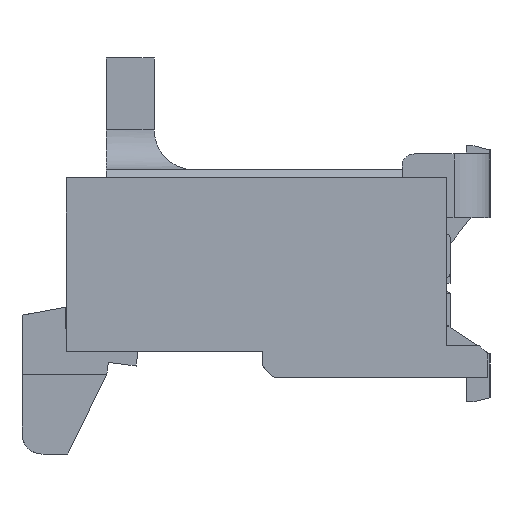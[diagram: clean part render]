
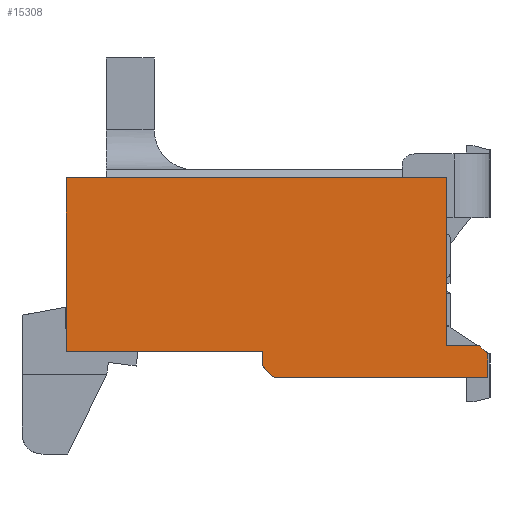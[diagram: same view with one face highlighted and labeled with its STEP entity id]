
A CAD part, left-side view. The second image highlights one B-rep face of the part: STEP entity #15308.
In plain terms, the highlighted planar face has unit normal (-1, 0, 0).
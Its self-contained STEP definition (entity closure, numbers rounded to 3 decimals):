
#179 = EDGE_CURVE ( 'NONE', #24235, #55668, #18783, .T. ) ;
#1203 = ORIENTED_EDGE ( 'NONE', *, *, #51169, .F. ) ;
#1846 = VECTOR ( 'NONE', #31334, 1000. ) ;
#2142 = VECTOR ( 'NONE', #24466, 1000. ) ;
#2269 = LINE ( 'NONE', #29788, #52630 ) ;
#2658 = CARTESIAN_POINT ( 'NONE',  ( -14.72, -0.47, -0.63 ) ) ;
#3890 = DIRECTION ( 'NONE',  ( 0., 1., 0. ) ) ;
#4911 = CARTESIAN_POINT ( 'NONE',  ( -14.72, 4.3, -0.3 ) ) ;
#4942 = CARTESIAN_POINT ( 'NONE',  ( -14.72, 0.05, -0.23 ) ) ;
#5880 = ORIENTED_EDGE ( 'NONE', *, *, #41436, .F. ) ;
#7024 = VERTEX_POINT ( 'NONE', #45157 ) ;
#7391 = VERTEX_POINT ( 'NONE', #19045 ) ;
#7635 = ORIENTED_EDGE ( 'NONE', *, *, #19083, .F. ) ;
#8339 = VECTOR ( 'NONE', #39941, 1000. ) ;
#9674 = VECTOR ( 'NONE', #46691, 1000. ) ;
#9793 = DIRECTION ( 'NONE',  ( 0., 0., -1. ) ) ;
#10849 = VERTEX_POINT ( 'NONE', #2658 ) ;
#11336 = VERTEX_POINT ( 'NONE', #21770 ) ;
#11947 = VECTOR ( 'NONE', #28838, 1000. ) ;
#12941 = DIRECTION ( 'NONE',  ( 1., 0., 0. ) ) ;
#14454 = CARTESIAN_POINT ( 'NONE',  ( -14.72, -0.47, -0.33 ) ) ;
#15023 = DIRECTION ( 'NONE',  ( 0., -1., 0. ) ) ;
#15199 = CARTESIAN_POINT ( 'NONE',  ( -14.72, 4.3, 1.87 ) ) ;
#15308 = ADVANCED_FACE ( 'NONE', ( #49198 ), #34522, .F. ) ;
#15475 = LINE ( 'NONE', #25551, #41036 ) ;
#18783 = LINE ( 'NONE', #15199, #26078 ) ;
#19045 = CARTESIAN_POINT ( 'NONE',  ( -14.72, -0.37, -0.23 ) ) ;
#19083 = EDGE_CURVE ( 'NONE', #11336, #24235, #20281, .T. ) ;
#20281 = LINE ( 'NONE', #50198, #2142 ) ;
#20526 = CARTESIAN_POINT ( 'NONE',  ( -14.72, 2.35, -0.3 ) ) ;
#21770 = CARTESIAN_POINT ( 'NONE',  ( -14.72, 4.8, -0.3 ) ) ;
#21799 = CARTESIAN_POINT ( 'NONE',  ( -14.72, 4.3, -0.63 ) ) ;
#22099 = CARTESIAN_POINT ( 'NONE',  ( -14.72, 4.8, 1.87 ) ) ;
#22675 = ORIENTED_EDGE ( 'NONE', *, *, #35911, .F. ) ;
#23066 = CARTESIAN_POINT ( 'NONE',  ( -14.72, 2.2, -0.63 ) ) ;
#23557 = DIRECTION ( 'NONE',  ( 0., 0., 1. ) ) ;
#24111 = ORIENTED_EDGE ( 'NONE', *, *, #29167, .F. ) ;
#24235 = VERTEX_POINT ( 'NONE', #22099 ) ;
#24466 = DIRECTION ( 'NONE',  ( 0., 0., 1. ) ) ;
#25075 = CARTESIAN_POINT ( 'NONE',  ( -14.72, 2.35, -0.48 ) ) ;
#25260 = DIRECTION ( 'NONE',  ( 0., 0., -1. ) ) ;
#25444 = CARTESIAN_POINT ( 'NONE',  ( -14.72, -0.47, -0.33 ) ) ;
#25551 = CARTESIAN_POINT ( 'NONE',  ( -14.72, 2.35, -0.3 ) ) ;
#26078 = VECTOR ( 'NONE', #15023, 1000. ) ;
#27156 = CARTESIAN_POINT ( 'NONE',  ( -14.72, 0.05, 1.87 ) ) ;
#27870 = VERTEX_POINT ( 'NONE', #14454 ) ;
#28838 = DIRECTION ( 'NONE',  ( 0., -1., 0. ) ) ;
#29167 = EDGE_CURVE ( 'NONE', #10849, #7024, #2269, .T. ) ;
#29788 = CARTESIAN_POINT ( 'NONE',  ( -14.72, 0.05, -0.63 ) ) ;
#29794 = LINE ( 'NONE', #42727, #43955 ) ;
#31181 = LINE ( 'NONE', #23066, #8339 ) ;
#31334 = DIRECTION ( 'NONE',  ( 0., 1., 0. ) ) ;
#31935 = VECTOR ( 'NONE', #9793, 1000. ) ;
#32211 = EDGE_CURVE ( 'NONE', #52714, #7391, #33459, .T. ) ;
#33459 = LINE ( 'NONE', #45592, #11947 ) ;
#34522 = PLANE ( 'NONE',  #53882 ) ;
#35167 = ORIENTED_EDGE ( 'NONE', *, *, #46794, .T. ) ;
#35911 = EDGE_CURVE ( 'NONE', #27870, #10849, #54776, .T. ) ;
#38374 = VERTEX_POINT ( 'NONE', #25075 ) ;
#39448 = LINE ( 'NONE', #4911, #1846 ) ;
#39941 = DIRECTION ( 'NONE',  ( 0., -0.707, -0.707 ) ) ;
#40188 = ORIENTED_EDGE ( 'NONE', *, *, #179, .F. ) ;
#40500 = EDGE_CURVE ( 'NONE', #54581, #11336, #39448, .T. ) ;
#41036 = VECTOR ( 'NONE', #23557, 1000. ) ;
#41436 = EDGE_CURVE ( 'NONE', #7391, #27870, #55379, .T. ) ;
#41568 = ORIENTED_EDGE ( 'NONE', *, *, #48900, .F. ) ;
#42420 = EDGE_LOOP ( 'NONE', ( #7635, #54629, #1203, #35167, #24111, #22675, #5880, #45177, #41568, #40188 ) ) ;
#42727 = CARTESIAN_POINT ( 'NONE',  ( -14.72, 0.05, 1.87 ) ) ;
#43379 = DIRECTION ( 'NONE',  ( 0., 1., 0. ) ) ;
#43955 = VECTOR ( 'NONE', #25260, 1000. ) ;
#45157 = CARTESIAN_POINT ( 'NONE',  ( -14.72, 2.2, -0.63 ) ) ;
#45177 = ORIENTED_EDGE ( 'NONE', *, *, #32211, .F. ) ;
#45592 = CARTESIAN_POINT ( 'NONE',  ( -14.72, -0.37, -0.23 ) ) ;
#46691 = DIRECTION ( 'NONE',  ( 0., -0.707, -0.707 ) ) ;
#46794 = EDGE_CURVE ( 'NONE', #38374, #7024, #31181, .T. ) ;
#47977 = CARTESIAN_POINT ( 'NONE',  ( -14.72, -0.47, -0.63 ) ) ;
#48900 = EDGE_CURVE ( 'NONE', #55668, #52714, #29794, .T. ) ;
#49198 = FACE_OUTER_BOUND ( 'NONE', #42420, .T. ) ;
#50198 = CARTESIAN_POINT ( 'NONE',  ( -14.72, 4.8, 0.97 ) ) ;
#51169 = EDGE_CURVE ( 'NONE', #38374, #54581, #15475, .T. ) ;
#52630 = VECTOR ( 'NONE', #3890, 1000. ) ;
#52714 = VERTEX_POINT ( 'NONE', #4942 ) ;
#53882 = AXIS2_PLACEMENT_3D ( 'NONE', #21799, #12941, #43379 ) ;
#54581 = VERTEX_POINT ( 'NONE', #20526 ) ;
#54629 = ORIENTED_EDGE ( 'NONE', *, *, #40500, .F. ) ;
#54776 = LINE ( 'NONE', #47977, #31935 ) ;
#55379 = LINE ( 'NONE', #25444, #9674 ) ;
#55668 = VERTEX_POINT ( 'NONE', #27156 ) ;
